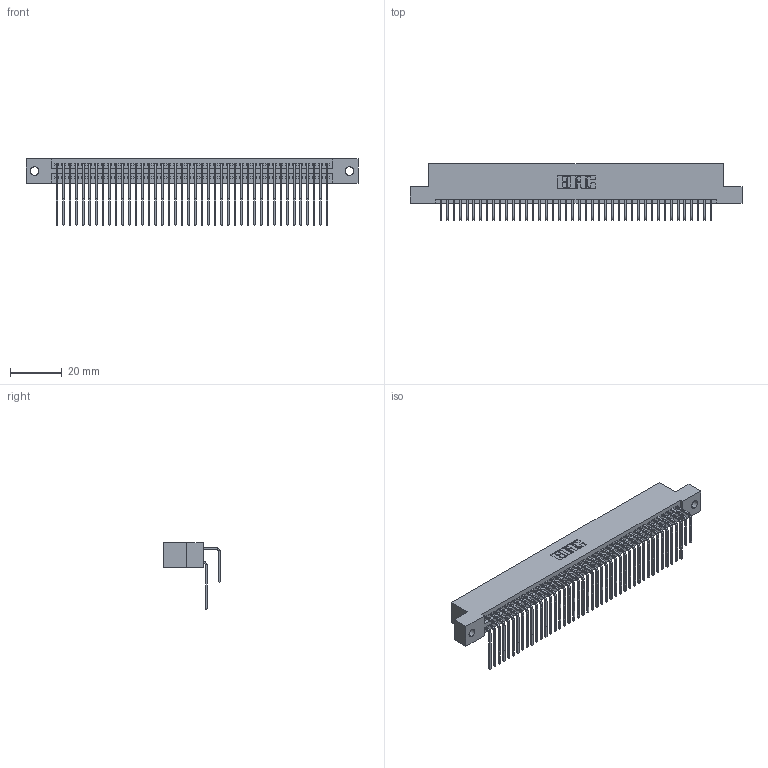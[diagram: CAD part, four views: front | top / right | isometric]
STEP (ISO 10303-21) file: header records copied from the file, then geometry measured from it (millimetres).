
FILE_DESCRIPTION (( 'STEP AP203' ), '1' );
FILE_NAME ('345-084-558-202.STEP', '2018-10-04T03:04:48', ( '' ), ( '' ), 'SwSTEP 2.0', 'SolidWorks 2016', '' );
FILE_SCHEMA (( 'CONFIG_CONTROL_DESIGN' ));
Length unit declared in the file: inch
Products named in the file (4): 345-292-001_558 559 Tail - 1; 345 Part_Flush Mounting Lugs - 0.128 Dia; 345-084-558-202; 345-292-001_558 Tail - 2
Assembly tree (85 placements, depth 2):
  345-084-558-202
    345 Part_Flush Mounting Lugs - 0.128 Dia
    345-292-001_558 559 Tail - 1  x42
    345-292-001_558 Tail - 2  x42
Bounding box: 127.89 x 21.83 x 25.53 mm (x, y, z)
Volume: 12871.2 mm3; surface area: 21031.6 mm2
Topology: 85 solids, 85 shells, 4494 faces, 13361 edges, 8794 vertices
Faces by surface type: plane 3020, cylinder 1474
Entity records: 34609 total; most frequent: CARTESIAN_POINT 5847, ORIENTED_EDGE 5730, DIRECTION 5129, EDGE_CURVE 2865, LINE 2525, VECTOR 2525, VERTEX_POINT 1906, AXIS2_PLACEMENT_3D 1302
